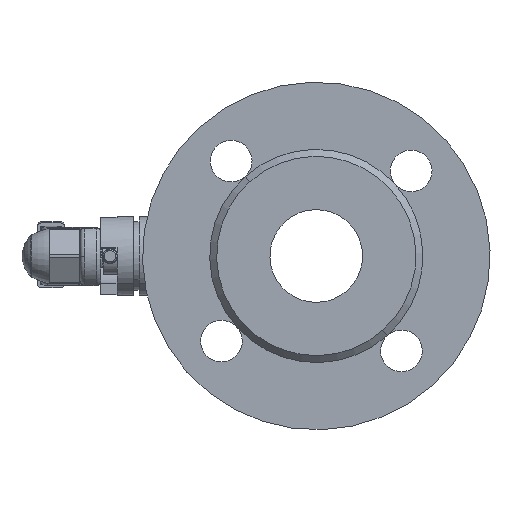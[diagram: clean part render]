
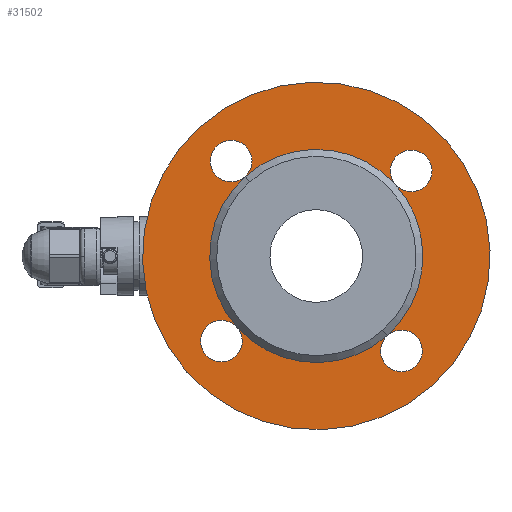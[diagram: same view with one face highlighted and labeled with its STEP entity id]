
A CAD part, left-side view. The second image highlights one B-rep face of the part: STEP entity #31502.
In plain terms, the highlighted face is planar.
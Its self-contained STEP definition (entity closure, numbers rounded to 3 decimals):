
#336 = ORIENTED_EDGE ( 'NONE', *, *, #7505, .F. ) ;
#381 = DIRECTION ( 'NONE',  ( 1., 0., 0. ) ) ;
#739 = AXIS2_PLACEMENT_3D ( 'NONE', #23208, #25512, #12561 ) ;
#1250 = CARTESIAN_POINT ( 'NONE',  ( -75., 0., 15. ) ) ;
#1418 = DIRECTION ( 'NONE',  ( 0., 0., 1. ) ) ;
#1458 = AXIS2_PLACEMENT_3D ( 'NONE', #11846, #1418, #23023 ) ;
#1635 = VERTEX_POINT ( 'NONE', #31568 ) ;
#1647 = DIRECTION ( 'NONE',  ( 0., 0., 1. ) ) ;
#1690 = CARTESIAN_POINT ( 'NONE',  ( 0., -55., 15. ) ) ;
#2318 = DIRECTION ( 'NONE',  ( 1., 0., 0. ) ) ;
#2877 = EDGE_CURVE ( 'NONE', #10844, #1635, #22354, .T. ) ;
#2904 = VERTEX_POINT ( 'NONE', #26326 ) ;
#3002 = VERTEX_POINT ( 'NONE', #29641 ) ;
#3063 = CIRCLE ( 'NONE', #21165, 9. ) ;
#3213 = DIRECTION ( 'NONE',  ( 1., 0., 0. ) ) ;
#3334 = CARTESIAN_POINT ( 'NONE',  ( 75., 0., 15. ) ) ;
#3350 = ORIENTED_EDGE ( 'NONE', *, *, #34703, .F. ) ;
#3570 = VERTEX_POINT ( 'NONE', #13435 ) ;
#4017 = ORIENTED_EDGE ( 'NONE', *, *, #25830, .F. ) ;
#4301 = DIRECTION ( 'NONE',  ( 1., 0., 0. ) ) ;
#4529 = CIRCLE ( 'NONE', #13534, 75. ) ;
#4699 = CIRCLE ( 'NONE', #23365, 46. ) ;
#5264 = CARTESIAN_POINT ( 'NONE',  ( -9., -55., 15. ) ) ;
#5331 = VERTEX_POINT ( 'NONE', #29124 ) ;
#5341 = PLANE ( 'NONE',  #33404 ) ;
#5687 = FACE_BOUND ( 'NONE', #34029, .T. ) ;
#5799 = CARTESIAN_POINT ( 'NONE',  ( 55., 0., 15. ) ) ;
#6227 = AXIS2_PLACEMENT_3D ( 'NONE', #28749, #31785, #23440 ) ;
#6622 = AXIS2_PLACEMENT_3D ( 'NONE', #1690, #31114, #14582 ) ;
#7066 = EDGE_CURVE ( 'NONE', #30773, #32942, #20692, .T. ) ;
#7129 = ORIENTED_EDGE ( 'NONE', *, *, #16980, .F. ) ;
#7505 = EDGE_CURVE ( 'NONE', #5331, #3570, #28034, .T. ) ;
#7955 = ORIENTED_EDGE ( 'NONE', *, *, #21739, .F. ) ;
#7996 = CARTESIAN_POINT ( 'NONE',  ( 0., 0., 15. ) ) ;
#8342 = DIRECTION ( 'NONE',  ( 0., 0., 1. ) ) ;
#8366 = CIRCLE ( 'NONE', #32716, 9. ) ;
#8575 = CIRCLE ( 'NONE', #28375, 9. ) ;
#9192 = CARTESIAN_POINT ( 'NONE',  ( 0., 0., 15. ) ) ;
#9763 = DIRECTION ( 'NONE',  ( 1., 0., 0. ) ) ;
#10178 = DIRECTION ( 'NONE',  ( 1., 0., 0. ) ) ;
#10225 = CIRCLE ( 'NONE', #30034, 46. ) ;
#10296 = ORIENTED_EDGE ( 'NONE', *, *, #29384, .F. ) ;
#10493 = DIRECTION ( 'NONE',  ( 1., 0., 0. ) ) ;
#10510 = VERTEX_POINT ( 'NONE', #18747 ) ;
#10844 = VERTEX_POINT ( 'NONE', #5264 ) ;
#11010 = EDGE_CURVE ( 'NONE', #2904, #34082, #15667, .T. ) ;
#11846 = CARTESIAN_POINT ( 'NONE',  ( 0., 0., 15. ) ) ;
#11983 = CARTESIAN_POINT ( 'NONE',  ( 0., 55., 15. ) ) ;
#12158 = DIRECTION ( 'NONE',  ( 0., 0., 1. ) ) ;
#12561 = DIRECTION ( 'NONE',  ( 1., 0., 0. ) ) ;
#12769 = EDGE_CURVE ( 'NONE', #10510, #32942, #25702, .T. ) ;
#13186 = CIRCLE ( 'NONE', #33028, 75. ) ;
#13255 = CARTESIAN_POINT ( 'NONE',  ( -55., 0., 15. ) ) ;
#13331 = CARTESIAN_POINT ( 'NONE',  ( 0., 55., 15. ) ) ;
#13435 = CARTESIAN_POINT ( 'NONE',  ( 0., 46., 15. ) ) ;
#13534 = AXIS2_PLACEMENT_3D ( 'NONE', #7996, #8342, #381 ) ;
#13560 = CARTESIAN_POINT ( 'NONE',  ( -46., 0., 15. ) ) ;
#13786 = ORIENTED_EDGE ( 'NONE', *, *, #7066, .F. ) ;
#13795 = DIRECTION ( 'NONE',  ( 0., 0., 1. ) ) ;
#14434 = DIRECTION ( 'NONE',  ( 1., 0., 0. ) ) ;
#14478 = EDGE_LOOP ( 'NONE', ( #24900, #21755 ) ) ;
#14582 = DIRECTION ( 'NONE',  ( 1., 0., 0. ) ) ;
#15194 = DIRECTION ( 'NONE',  ( 0., 0., 1. ) ) ;
#15367 = ORIENTED_EDGE ( 'NONE', *, *, #18278, .F. ) ;
#15494 = ORIENTED_EDGE ( 'NONE', *, *, #2877, .F. ) ;
#15667 = CIRCLE ( 'NONE', #17347, 9. ) ;
#15978 = ORIENTED_EDGE ( 'NONE', *, *, #24379, .F. ) ;
#16111 = AXIS2_PLACEMENT_3D ( 'NONE', #26146, #31840, #18807 ) ;
#16352 = VERTEX_POINT ( 'NONE', #3334 ) ;
#16980 = EDGE_CURVE ( 'NONE', #3570, #34082, #27710, .T. ) ;
#17091 = DIRECTION ( 'NONE',  ( 0., 0., 1. ) ) ;
#17347 = AXIS2_PLACEMENT_3D ( 'NONE', #13255, #26581, #2318 ) ;
#17630 = DIRECTION ( 'NONE',  ( 1., 0., 0. ) ) ;
#18278 = EDGE_CURVE ( 'NONE', #34082, #30773, #10225, .T. ) ;
#18747 = CARTESIAN_POINT ( 'NONE',  ( 64., 0., 15. ) ) ;
#18807 = DIRECTION ( 'NONE',  ( 1., 0., 0. ) ) ;
#19297 = DIRECTION ( 'NONE',  ( 1., 0., 0. ) ) ;
#19756 = ORIENTED_EDGE ( 'NONE', *, *, #12769, .F. ) ;
#19829 = CARTESIAN_POINT ( 'NONE',  ( 0., 0., 15. ) ) ;
#20014 = CARTESIAN_POINT ( 'NONE',  ( 46., 0., 15. ) ) ;
#20608 = AXIS2_PLACEMENT_3D ( 'NONE', #34600, #20738, #31217 ) ;
#20692 = CIRCLE ( 'NONE', #1458, 46. ) ;
#20738 = DIRECTION ( 'NONE',  ( 0., 0., 1. ) ) ;
#20764 = AXIS2_PLACEMENT_3D ( 'NONE', #13331, #27001, #10178 ) ;
#21165 = AXIS2_PLACEMENT_3D ( 'NONE', #5799, #17091, #14434 ) ;
#21526 = EDGE_CURVE ( 'NONE', #34082, #2904, #31877, .T. ) ;
#21739 = EDGE_CURVE ( 'NONE', #32942, #3570, #4699, .T. ) ;
#21755 = ORIENTED_EDGE ( 'NONE', *, *, #31367, .T. ) ;
#22277 = VERTEX_POINT ( 'NONE', #1250 ) ;
#22354 = CIRCLE ( 'NONE', #16111, 9. ) ;
#23023 = DIRECTION ( 'NONE',  ( 1., 0., 0. ) ) ;
#23208 = CARTESIAN_POINT ( 'NONE',  ( -55., 0., 15. ) ) ;
#23365 = AXIS2_PLACEMENT_3D ( 'NONE', #28378, #1647, #4301 ) ;
#23440 = DIRECTION ( 'NONE',  ( 1., 0., 0. ) ) ;
#23465 = EDGE_CURVE ( 'NONE', #22277, #16352, #13186, .T. ) ;
#24379 = EDGE_CURVE ( 'NONE', #1635, #30773, #8366, .T. ) ;
#24900 = ORIENTED_EDGE ( 'NONE', *, *, #23465, .T. ) ;
#25500 = EDGE_CURVE ( 'NONE', #30773, #10844, #34387, .T. ) ;
#25512 = DIRECTION ( 'NONE',  ( 0., 0., 1. ) ) ;
#25702 = CIRCLE ( 'NONE', #20608, 9. ) ;
#25830 = EDGE_CURVE ( 'NONE', #3002, #5331, #30969, .T. ) ;
#26146 = CARTESIAN_POINT ( 'NONE',  ( 0., -55., 15. ) ) ;
#26326 = CARTESIAN_POINT ( 'NONE',  ( -64., 0., 15. ) ) ;
#26581 = DIRECTION ( 'NONE',  ( 0., 0., 1. ) ) ;
#26636 = CARTESIAN_POINT ( 'NONE',  ( 0., -55., 15. ) ) ;
#27001 = DIRECTION ( 'NONE',  ( 0., 0., 1. ) ) ;
#27121 = FACE_OUTER_BOUND ( 'NONE', #14478, .T. ) ;
#27220 = ORIENTED_EDGE ( 'NONE', *, *, #21526, .F. ) ;
#27467 = DIRECTION ( 'NONE',  ( 0., 0., 1. ) ) ;
#27710 = CIRCLE ( 'NONE', #6227, 46. ) ;
#28034 = CIRCLE ( 'NONE', #29748, 9. ) ;
#28375 = AXIS2_PLACEMENT_3D ( 'NONE', #31408, #34256, #9763 ) ;
#28378 = CARTESIAN_POINT ( 'NONE',  ( 0., 0., 15. ) ) ;
#28501 = DIRECTION ( 'NONE',  ( 1., 0., 0. ) ) ;
#28749 = CARTESIAN_POINT ( 'NONE',  ( 0., 0., 15. ) ) ;
#29124 = CARTESIAN_POINT ( 'NONE',  ( -9., 55., 15. ) ) ;
#29384 = EDGE_CURVE ( 'NONE', #32942, #10510, #3063, .T. ) ;
#29641 = CARTESIAN_POINT ( 'NONE',  ( 9., 55., 15. ) ) ;
#29748 = AXIS2_PLACEMENT_3D ( 'NONE', #11983, #12158, #17630 ) ;
#29961 = CARTESIAN_POINT ( 'NONE',  ( 0., 0., 15. ) ) ;
#29983 = ORIENTED_EDGE ( 'NONE', *, *, #25500, .F. ) ;
#30034 = AXIS2_PLACEMENT_3D ( 'NONE', #9192, #15194, #28501 ) ;
#30407 = CARTESIAN_POINT ( 'NONE',  ( 0., -46., 15. ) ) ;
#30773 = VERTEX_POINT ( 'NONE', #30407 ) ;
#30802 = ORIENTED_EDGE ( 'NONE', *, *, #11010, .F. ) ;
#30969 = CIRCLE ( 'NONE', #20764, 9. ) ;
#31114 = DIRECTION ( 'NONE',  ( 0., 0., 1. ) ) ;
#31217 = DIRECTION ( 'NONE',  ( 1., 0., 0. ) ) ;
#31367 = EDGE_CURVE ( 'NONE', #16352, #22277, #4529, .T. ) ;
#31408 = CARTESIAN_POINT ( 'NONE',  ( 0., 55., 15. ) ) ;
#31502 = ADVANCED_FACE ( 'NONE', ( #5687, #27121 ), #5341, .T. ) ;
#31568 = CARTESIAN_POINT ( 'NONE',  ( 9., -55., 15. ) ) ;
#31785 = DIRECTION ( 'NONE',  ( 0., 0., 1. ) ) ;
#31840 = DIRECTION ( 'NONE',  ( 0., 0., 1. ) ) ;
#31877 = CIRCLE ( 'NONE', #739, 9. ) ;
#32716 = AXIS2_PLACEMENT_3D ( 'NONE', #26636, #34817, #10493 ) ;
#32942 = VERTEX_POINT ( 'NONE', #20014 ) ;
#33028 = AXIS2_PLACEMENT_3D ( 'NONE', #19829, #27467, #3213 ) ;
#33404 = AXIS2_PLACEMENT_3D ( 'NONE', #29961, #13795, #19297 ) ;
#34029 = EDGE_LOOP ( 'NONE', ( #7955, #19756, #10296, #13786, #15978, #15494, #29983, #15367, #30802, #27220, #7129, #336, #4017, #3350 ) ) ;
#34082 = VERTEX_POINT ( 'NONE', #13560 ) ;
#34256 = DIRECTION ( 'NONE',  ( 0., 0., 1. ) ) ;
#34387 = CIRCLE ( 'NONE', #6622, 9. ) ;
#34600 = CARTESIAN_POINT ( 'NONE',  ( 55., 0., 15. ) ) ;
#34703 = EDGE_CURVE ( 'NONE', #3570, #3002, #8575, .T. ) ;
#34817 = DIRECTION ( 'NONE',  ( 0., 0., 1. ) ) ;
